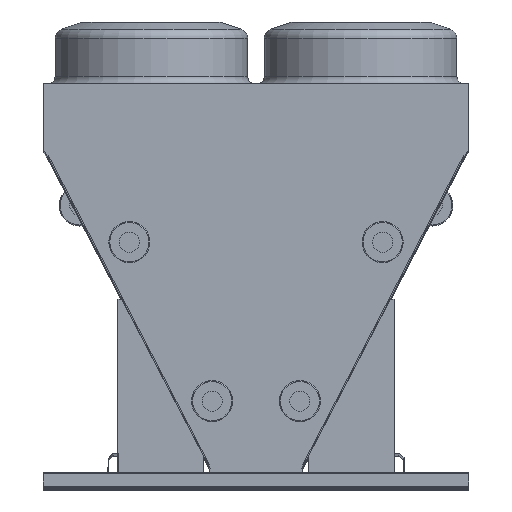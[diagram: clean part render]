
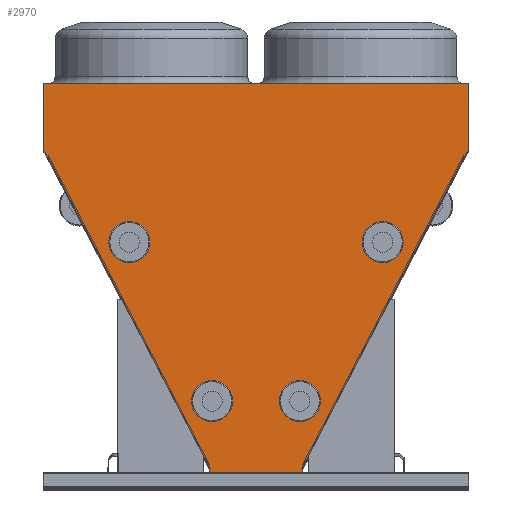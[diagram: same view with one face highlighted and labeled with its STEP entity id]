
A CAD part, top view. The second image highlights one B-rep face of the part: STEP entity #2970.
In plain terms, the highlighted planar face has unit normal (0, 0, 1).
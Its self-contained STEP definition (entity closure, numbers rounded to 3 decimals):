
#406 = LINE ( 'NONE', #23520, #2325 ) ;
#555 = CARTESIAN_POINT ( 'NONE',  ( -1136.282, 1727.462, 0. ) ) ;
#655 = LINE ( 'NONE', #9992, #31399 ) ;
#1279 = CARTESIAN_POINT ( 'NONE',  ( -245.403, 20.223, 0. ) ) ;
#1376 = CARTESIAN_POINT ( 'NONE',  ( 279.893, 1.482, 0. ) ) ;
#1634 = LINE ( 'NONE', #555, #17202 ) ;
#1671 = ORIENTED_EDGE ( 'NONE', *, *, #14291, .T. ) ;
#1809 = CARTESIAN_POINT ( 'NONE',  ( -246.893, 17.358, 0. ) ) ;
#1925 = DIRECTION ( 'NONE',  ( 0.462, -0.887, 0. ) ) ;
#2056 = VERTEX_POINT ( 'NONE', #16085 ) ;
#2319 = ORIENTED_EDGE ( 'NONE', *, *, #7345, .T. ) ;
#2325 = VECTOR ( 'NONE', #1925, 1000. ) ;
#2433 = CARTESIAN_POINT ( 'NONE',  ( -245.403, 20.223, 0. ) ) ;
#2462 = VERTEX_POINT ( 'NONE', #33347 ) ;
#2653 = ORIENTED_EDGE ( 'NONE', *, *, #11884, .T. ) ;
#2750 = EDGE_CURVE ( 'NONE', #34742, #2056, #34000, .T. ) ;
#2970 = ADVANCED_FACE ( 'NONE', ( #18384 ), #9344, .F. ) ;
#3087 = ORIENTED_EDGE ( 'NONE', *, *, #23650, .T. ) ;
#3180 = DIRECTION ( 'NONE',  ( 0.887, -0.462, 0. ) ) ;
#3193 = VERTEX_POINT ( 'NONE', #1376 ) ;
#3625 = DIRECTION ( 'NONE',  ( 0., -1., 0. ) ) ;
#3801 = CARTESIAN_POINT ( 'NONE',  ( 1136.15, 1727.462, 0. ) ) ;
#3869 = ORIENTED_EDGE ( 'NONE', *, *, #11849, .T. ) ;
#3930 = CARTESIAN_POINT ( 'NONE',  ( 1127.607, 1711.053, 0. ) ) ;
#4118 = VECTOR ( 'NONE', #39036, 1000. ) ;
#4392 = EDGE_CURVE ( 'NONE', #25482, #19658, #26847, .T. ) ;
#4611 = VECTOR ( 'NONE', #25927, 1000. ) ;
#5000 = DIRECTION ( 'NONE',  ( 0., -1., 0. ) ) ;
#5015 = VERTEX_POINT ( 'NONE', #36458 ) ;
#5260 = DIRECTION ( 'NONE',  ( -1., 0., 0. ) ) ;
#5358 = VERTEX_POINT ( 'NONE', #23908 ) ;
#5383 = VERTEX_POINT ( 'NONE', #2433 ) ;
#5957 = DIRECTION ( 'NONE',  ( 0., -1., 0. ) ) ;
#6001 = LINE ( 'NONE', #13203, #28625 ) ;
#6286 = LINE ( 'NONE', #35633, #29884 ) ;
#6411 = LINE ( 'NONE', #23632, #14832 ) ;
#6999 = DIRECTION ( 'NONE',  ( 0.462, 0.887, 0. ) ) ;
#7257 = CARTESIAN_POINT ( 'NONE',  ( -279.893, 1.482, 0. ) ) ;
#7345 = EDGE_CURVE ( 'NONE', #14113, #35163, #6286, .T. ) ;
#7479 = LINE ( 'NONE', #23631, #39071 ) ;
#7492 = CARTESIAN_POINT ( 'NONE',  ( -1136.282, 1727.462, 0. ) ) ;
#7875 = ORIENTED_EDGE ( 'NONE', *, *, #10226, .T. ) ;
#8166 = ORIENTED_EDGE ( 'NONE', *, *, #32564, .T. ) ;
#8191 = DIRECTION ( 'NONE',  ( 0., 1., 0. ) ) ;
#8336 = ORIENTED_EDGE ( 'NONE', *, *, #25997, .T. ) ;
#8451 = CARTESIAN_POINT ( 'NONE',  ( 279.893, 0., 0. ) ) ;
#9344 = PLANE ( 'NONE',  #16754 ) ;
#9670 = EDGE_CURVE ( 'NONE', #15423, #5383, #36225, .T. ) ;
#9992 = CARTESIAN_POINT ( 'NONE',  ( 246.893, 17.358, 0. ) ) ;
#10226 = EDGE_CURVE ( 'NONE', #5383, #14113, #7479, .T. ) ;
#10514 = VECTOR ( 'NONE', #14573, 1000. ) ;
#10631 = VECTOR ( 'NONE', #5957, 1000. ) ;
#10780 = CARTESIAN_POINT ( 'NONE',  ( 245.39, 20.232, 0. ) ) ;
#10847 = LINE ( 'NONE', #8451, #18178 ) ;
#11177 = DIRECTION ( 'NONE',  ( 0.462, 0.887, 0. ) ) ;
#11348 = CARTESIAN_POINT ( 'NONE',  ( -1127.739, 1711.053, 0. ) ) ;
#11706 = LINE ( 'NONE', #24749, #35983 ) ;
#11849 = EDGE_CURVE ( 'NONE', #25907, #38935, #1634, .T. ) ;
#11884 = EDGE_CURVE ( 'NONE', #17005, #34742, #655, .T. ) ;
#12447 = LINE ( 'NONE', #17878, #4118 ) ;
#13203 = CARTESIAN_POINT ( 'NONE',  ( 1127.607, 1711.053, 0. ) ) ;
#13496 = DIRECTION ( 'NONE',  ( -1., 0., 0. ) ) ;
#13694 = ORIENTED_EDGE ( 'NONE', *, *, #23700, .T. ) ;
#14113 = VERTEX_POINT ( 'NONE', #1809 ) ;
#14250 = ORIENTED_EDGE ( 'NONE', *, *, #34048, .T. ) ;
#14291 = EDGE_CURVE ( 'NONE', #33526, #5358, #27925, .T. ) ;
#14314 = CARTESIAN_POINT ( 'NONE',  ( 1136.15, 2083.62, 0. ) ) ;
#14573 = DIRECTION ( 'NONE',  ( 0., 1., 0. ) ) ;
#14832 = VECTOR ( 'NONE', #8191, 1000. ) ;
#15038 = ORIENTED_EDGE ( 'NONE', *, *, #16857, .T. ) ;
#15423 = VERTEX_POINT ( 'NONE', #20486 ) ;
#16033 = CARTESIAN_POINT ( 'NONE',  ( -246.893, 1.482, 0. ) ) ;
#16085 = CARTESIAN_POINT ( 'NONE',  ( 1126.218, 1711.776, 0. ) ) ;
#16615 = LINE ( 'NONE', #7257, #24635 ) ;
#16754 = AXIS2_PLACEMENT_3D ( 'NONE', #30819, #36859, #18752 ) ;
#16804 = EDGE_CURVE ( 'NONE', #28718, #15423, #30599, .T. ) ;
#16857 = EDGE_CURVE ( 'NONE', #5015, #17005, #12447, .T. ) ;
#17005 = VERTEX_POINT ( 'NONE', #21457 ) ;
#17202 = VECTOR ( 'NONE', #3625, 1000. ) ;
#17637 = CARTESIAN_POINT ( 'NONE',  ( 1136.15, 2083.62, 0. ) ) ;
#17678 = VECTOR ( 'NONE', #13496, 1000. ) ;
#17693 = CARTESIAN_POINT ( 'NONE',  ( 279.893, 1.482, 0. ) ) ;
#17878 = CARTESIAN_POINT ( 'NONE',  ( 246.893, 17.358, 0. ) ) ;
#17922 = DIRECTION ( 'NONE',  ( 1., 0., 0. ) ) ;
#18178 = VECTOR ( 'NONE', #17922, 1000. ) ;
#18384 = FACE_OUTER_BOUND ( 'NONE', #21136, .T. ) ;
#18500 = CARTESIAN_POINT ( 'NONE',  ( -279.893, 0., 0. ) ) ;
#18613 = EDGE_CURVE ( 'NONE', #19658, #25907, #25716, .T. ) ;
#18752 = DIRECTION ( 'NONE',  ( -1., 0., 0. ) ) ;
#19658 = VERTEX_POINT ( 'NONE', #14314 ) ;
#20486 = CARTESIAN_POINT ( 'NONE',  ( -1126.246, 1711.83, 0. ) ) ;
#21136 = EDGE_LOOP ( 'NONE', ( #3869, #3087, #33316, #24882, #7875, #2319, #14250, #1671, #27719, #8166, #13694, #15038, #2653, #36021, #31401, #8336, #23473, #21948 ) ) ;
#21457 = CARTESIAN_POINT ( 'NONE',  ( 246.893, 17.358, 0. ) ) ;
#21948 = ORIENTED_EDGE ( 'NONE', *, *, #18613, .T. ) ;
#23426 = VERTEX_POINT ( 'NONE', #3930 ) ;
#23473 = ORIENTED_EDGE ( 'NONE', *, *, #4392, .T. ) ;
#23520 = CARTESIAN_POINT ( 'NONE',  ( -1127.739, 1711.053, 0. ) ) ;
#23631 = CARTESIAN_POINT ( 'NONE',  ( -246.893, 17.358, 0. ) ) ;
#23632 = CARTESIAN_POINT ( 'NONE',  ( 279.893, 0., 0. ) ) ;
#23650 = EDGE_CURVE ( 'NONE', #38935, #28718, #406, .T. ) ;
#23700 = EDGE_CURVE ( 'NONE', #3193, #5015, #39195, .T. ) ;
#23908 = CARTESIAN_POINT ( 'NONE',  ( -279.893, 0., 0. ) ) ;
#24635 = VECTOR ( 'NONE', #34822, 1000. ) ;
#24749 = CARTESIAN_POINT ( 'NONE',  ( 1127.607, 1711.053, 0. ) ) ;
#24882 = ORIENTED_EDGE ( 'NONE', *, *, #9670, .T. ) ;
#24996 = VECTOR ( 'NONE', #11177, 1000. ) ;
#25482 = VERTEX_POINT ( 'NONE', #3801 ) ;
#25716 = LINE ( 'NONE', #31584, #17678 ) ;
#25907 = VERTEX_POINT ( 'NONE', #31056 ) ;
#25927 = DIRECTION ( 'NONE',  ( 0.462, -0.887, 0. ) ) ;
#25997 = EDGE_CURVE ( 'NONE', #23426, #25482, #6001, .T. ) ;
#26041 = CARTESIAN_POINT ( 'NONE',  ( -279.893, 1.482, 0. ) ) ;
#26293 = EDGE_CURVE ( 'NONE', #5358, #2462, #10847, .T. ) ;
#26668 = DIRECTION ( 'NONE',  ( -0.461, -0.887, 0. ) ) ;
#26847 = LINE ( 'NONE', #17637, #10514 ) ;
#27719 = ORIENTED_EDGE ( 'NONE', *, *, #26293, .T. ) ;
#27925 = LINE ( 'NONE', #18500, #10631 ) ;
#28390 = DIRECTION ( 'NONE',  ( -0.463, 0.886, 0. ) ) ;
#28625 = VECTOR ( 'NONE', #6999, 1000. ) ;
#28718 = VERTEX_POINT ( 'NONE', #30363 ) ;
#28813 = EDGE_CURVE ( 'NONE', #2056, #23426, #11706, .T. ) ;
#29884 = VECTOR ( 'NONE', #5000, 1000. ) ;
#30237 = VECTOR ( 'NONE', #5260, 1000. ) ;
#30363 = CARTESIAN_POINT ( 'NONE',  ( -1127.739, 1711.053, 0. ) ) ;
#30599 = LINE ( 'NONE', #11348, #37664 ) ;
#30819 = CARTESIAN_POINT ( 'NONE',  ( 0., 0., 0. ) ) ;
#31056 = CARTESIAN_POINT ( 'NONE',  ( -1136.282, 2083.62, 0. ) ) ;
#31399 = VECTOR ( 'NONE', #28390, 1000. ) ;
#31401 = ORIENTED_EDGE ( 'NONE', *, *, #28813, .T. ) ;
#31584 = CARTESIAN_POINT ( 'NONE',  ( -1136.282, 2083.62, 0. ) ) ;
#32545 = CARTESIAN_POINT ( 'NONE',  ( 245.39, 20.232, 0. ) ) ;
#32564 = EDGE_CURVE ( 'NONE', #2462, #3193, #6411, .T. ) ;
#33316 = ORIENTED_EDGE ( 'NONE', *, *, #16804, .T. ) ;
#33347 = CARTESIAN_POINT ( 'NONE',  ( 279.893, 0., 0. ) ) ;
#33526 = VERTEX_POINT ( 'NONE', #26041 ) ;
#34000 = LINE ( 'NONE', #32545, #24996 ) ;
#34048 = EDGE_CURVE ( 'NONE', #35163, #33526, #16615, .T. ) ;
#34742 = VERTEX_POINT ( 'NONE', #10780 ) ;
#34822 = DIRECTION ( 'NONE',  ( -1., 0., 0. ) ) ;
#35163 = VERTEX_POINT ( 'NONE', #16033 ) ;
#35633 = CARTESIAN_POINT ( 'NONE',  ( -246.893, 17.358, 0. ) ) ;
#35697 = DIRECTION ( 'NONE',  ( 0.887, 0.462, 0. ) ) ;
#35983 = VECTOR ( 'NONE', #3180, 1000. ) ;
#36021 = ORIENTED_EDGE ( 'NONE', *, *, #2750, .T. ) ;
#36225 = LINE ( 'NONE', #1279, #4611 ) ;
#36458 = CARTESIAN_POINT ( 'NONE',  ( 246.893, 1.482, 0. ) ) ;
#36859 = DIRECTION ( 'NONE',  ( 0., 0., -1. ) ) ;
#37664 = VECTOR ( 'NONE', #35697, 1000. ) ;
#38935 = VERTEX_POINT ( 'NONE', #7492 ) ;
#39036 = DIRECTION ( 'NONE',  ( 0., 1., 0. ) ) ;
#39071 = VECTOR ( 'NONE', #26668, 1000. ) ;
#39195 = LINE ( 'NONE', #17693, #30237 ) ;
